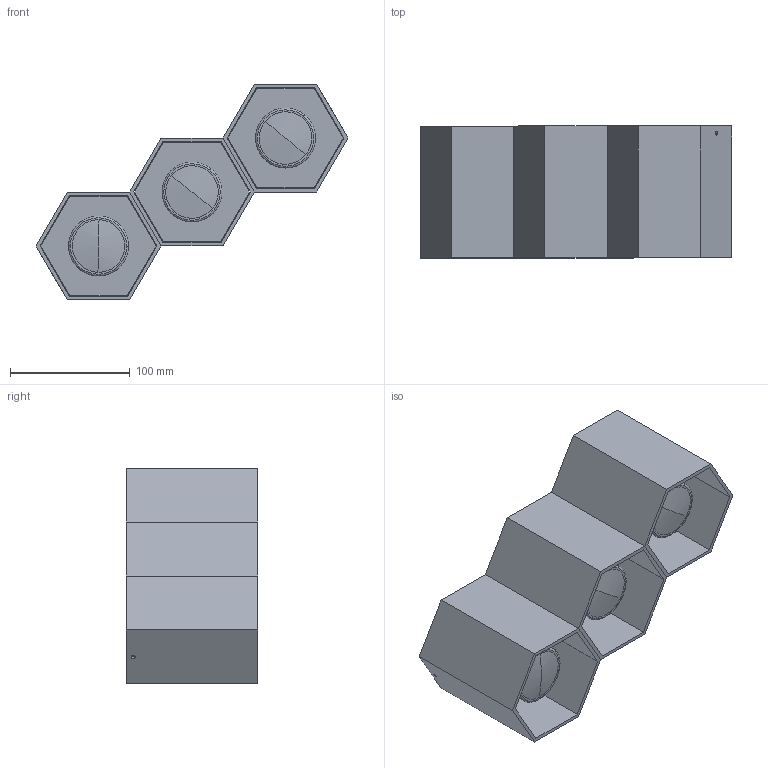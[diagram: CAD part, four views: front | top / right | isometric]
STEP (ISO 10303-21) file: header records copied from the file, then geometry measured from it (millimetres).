
FILE_DESCRIPTION (( 'STEP AP214' ), '1' );
FILE_NAME ('LBL253A.STEP', '2021-11-26T06:36:34', ( 'GH' ), ( 'Microsoft' ), 'SwSTEP 2.0', 'SolidWorks 2013', '' );
FILE_SCHEMA (( 'AUTOMOTIVE_DESIGN' ));
Length unit declared in the file: millimetre
Products named in the file (6): 柲階腑芠-3A; GU10腑芛+腑邐; GU-10; GU10腑芛-湍窪伎綴裔; 柲階腑芠-2; LBL253A
Assembly tree (8 placements, depth 3):
  LBL253A
    柲階腑芠-2  x2
    GU10腑芛+腑邐  x3
      GU10腑芛-湍窪伎綴裔
      GU-10
    柲階腑芠-3A
Bounding box: 259.81 x 110 x 180 mm (x, y, z)
Volume: 476471.7 mm3; surface area: 281851.7 mm2
Topology: 12 solids, 12 shells, 613 faces, 1596 edges, 1037 vertices
Faces by surface type: plane 287, cylinder 227, cone 60, torus 33, sphere 6
Entity records: 10015 total; most frequent: CARTESIAN_POINT 1749, DIRECTION 1341, ORIENTED_EDGE 1308, EDGE_CURVE 654, AXIS2_PLACEMENT_3D 491, VERTEX_POINT 427, VECTOR 359, LINE 359
